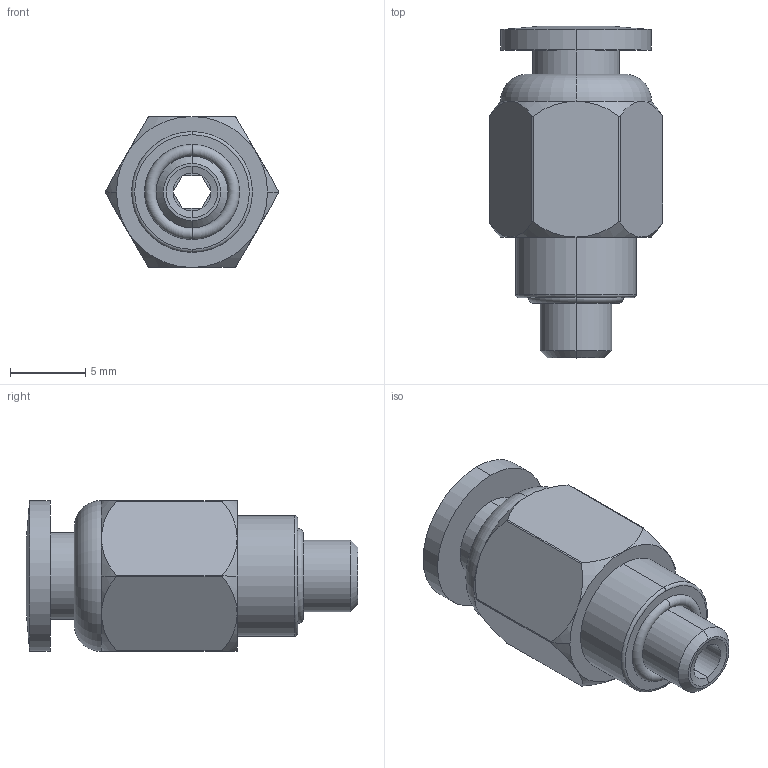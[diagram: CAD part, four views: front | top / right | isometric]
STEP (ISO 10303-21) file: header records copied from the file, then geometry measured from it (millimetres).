
FILE_DESCRIPTION (( 'STEP AP214' ), '1' );
FILE_NAME ('276-8636-001 Simplified Model.STEP', '2023-07-27T21:50:20', ( '' ), ( '' ), 'SwSTEP 2.0', 'SolidWorks 2021', '' );
FILE_SCHEMA (( 'AUTOMOTIVE_DESIGN' ));
Length unit declared in the file: millimetre
Products named in the file (1): 276-8636-001 Simplified Model
Bounding box: 11.52 x 21.99 x 10 mm (x, y, z)
Volume: 1098.7 mm3; surface area: 1223.3 mm2
Topology: 3 solids, 3 shells, 152 faces, 366 edges, 222 vertices
Faces by surface type: cone 58, plane 46, cylinder 22, sphere 16, torus 10
Entity records: 4662 total; most frequent: CARTESIAN_POINT 933, DIRECTION 852, ORIENTED_EDGE 732, EDGE_CURVE 366, AXIS2_PLACEMENT_3D 349, VERTEX_POINT 222, CIRCLE 196, EDGE_LOOP 160
